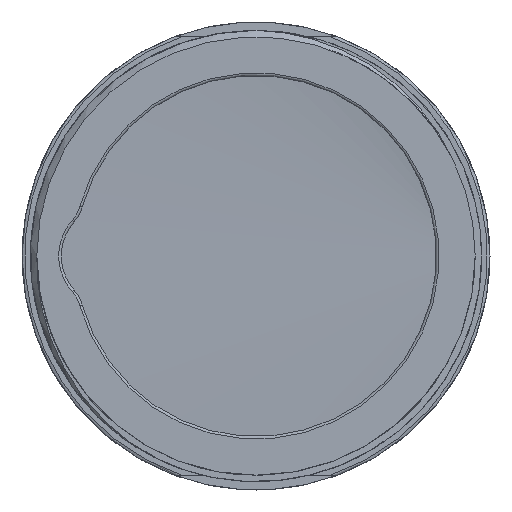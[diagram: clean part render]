
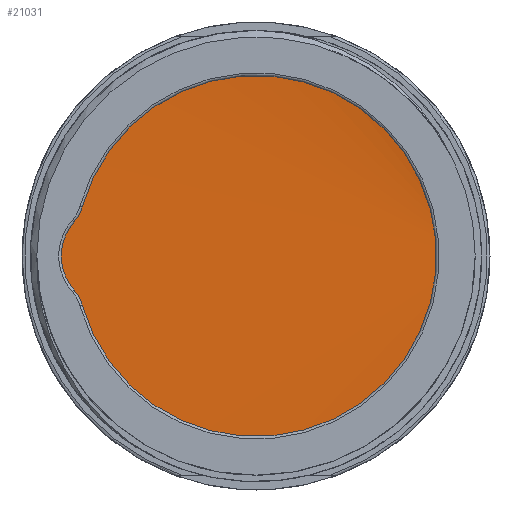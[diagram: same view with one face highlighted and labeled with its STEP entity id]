
A CAD part, left-side view. The second image highlights one B-rep face of the part: STEP entity #21031.
In plain terms, the highlighted cylindrical face has radius 17 mm (diameter 34 mm), a full revolution.
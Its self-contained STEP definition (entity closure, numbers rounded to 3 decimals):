
#2196=FACE_OUTER_BOUND('',#3322,.T.);
#3322=EDGE_LOOP('',(#13351,#13352,#13353));
#4725=B_SPLINE_CURVE_WITH_KNOTS('',3,(#29255,#29256,#29257,#29258,#29259,
#29260,#29261,#29262,#29263,#29264,#29265,#29266,#29267,#29268,#29269,#29270,
#29271),.UNSPECIFIED.,.F.,.F.,(4,1,1,1,1,1,1,1,1,1,1,1,1,1,4),(9.425,
9.87,10.354,10.837,11.32,11.803,
12.286,12.769,13.252,13.735,14.218,
14.701,15.184,15.667,15.708),
 .UNSPECIFIED.);
#5542=LINE('',#29208,#6777);
#5544=LINE('',#29272,#6779);
#6777=VECTOR('',#24111,17.);
#6779=VECTOR('',#24119,17.);
#8012=VERTEX_POINT('',#29206);
#8013=VERTEX_POINT('',#29207);
#8017=VERTEX_POINT('',#29254);
#10215=EDGE_CURVE('',#8012,#8013,#5542,.T.);
#10221=EDGE_CURVE('',#8017,#8013,#4725,.T.);
#10222=EDGE_CURVE('',#8017,#8012,#5544,.T.);
#13351=ORIENTED_EDGE('',*,*,#10215,.T.);
#13352=ORIENTED_EDGE('',*,*,#10221,.F.);
#13353=ORIENTED_EDGE('',*,*,#10222,.T.);
#19604=CYLINDRICAL_SURFACE('',#22180,17.);
#21031=ADVANCED_FACE('',(#2196),#19604,.T.);
#22180=AXIS2_PLACEMENT_3D('',#29253,#24117,#24118);
#24111=DIRECTION('',(1.,0.,0.));
#24117=DIRECTION('center_axis',(1.,0.,0.));
#24118=DIRECTION('ref_axis',(0.,1.,0.));
#24119=DIRECTION('',(1.,0.,0.));
#29206=CARTESIAN_POINT('',(4.2,-17.,0.));
#29207=CARTESIAN_POINT('',(5.4,-17.,0.));
#29208=CARTESIAN_POINT('',(0.,-17.,0.));
#29253=CARTESIAN_POINT('Origin',(0.,0.,0.));
#29254=CARTESIAN_POINT('',(2.6,-17.,0.));
#29255=CARTESIAN_POINT('Ctrl Pts',(2.6,-17.001,0.));
#29256=CARTESIAN_POINT('Ctrl Pts',(2.666,-17.,2.525));
#29257=CARTESIAN_POINT('Ctrl Pts',(2.804,-15.81,7.788));
#29258=CARTESIAN_POINT('Ctrl Pts',(3.014,-10.585,14.156));
#29259=CARTESIAN_POINT('Ctrl Pts',(3.229,-2.798,17.453));
#29260=CARTESIAN_POINT('Ctrl Pts',(3.444,5.629,16.755));
#29261=CARTESIAN_POINT('Ctrl Pts',(3.66,12.768,12.223));
#29262=CARTESIAN_POINT('Ctrl Pts',(3.875,16.985,4.893));
#29263=CARTESIAN_POINT('Ctrl Pts',(4.09,17.314,-3.556));
#29264=CARTESIAN_POINT('Ctrl Pts',(4.306,13.681,-11.192));
#29265=CARTESIAN_POINT('Ctrl Pts',(4.521,6.917,-16.266));
#29266=CARTESIAN_POINT('Ctrl Pts',(4.736,-1.431,-17.618));
#29267=CARTESIAN_POINT('Ctrl Pts',(4.951,-9.451,-14.937));
#29268=CARTESIAN_POINT('Ctrl Pts',(5.167,-15.307,-8.838));
#29269=CARTESIAN_POINT('Ctrl Pts',(5.316,-16.942,-3.196));
#29270=CARTESIAN_POINT('Ctrl Pts',(5.394,-17.001,-0.23));
#29271=CARTESIAN_POINT('Ctrl Pts',(5.4,-17.001,0.));
#29272=CARTESIAN_POINT('',(0.,-17.,0.));
